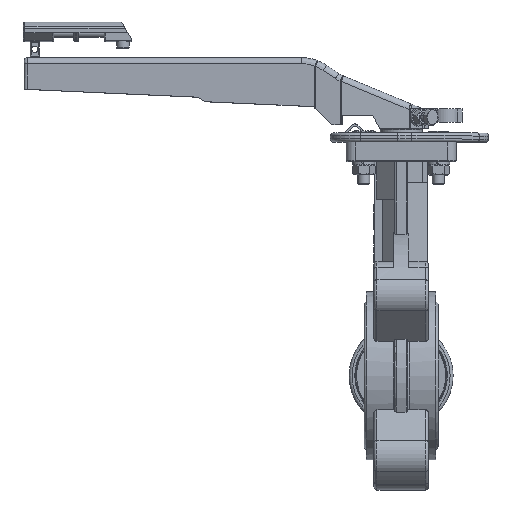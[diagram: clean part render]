
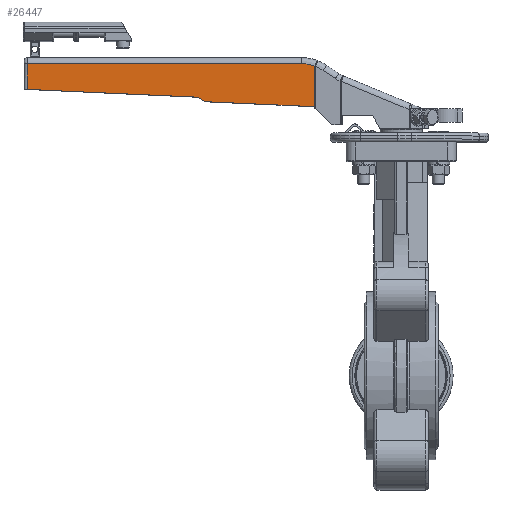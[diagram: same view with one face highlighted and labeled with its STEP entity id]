
A CAD part, top view. The second image highlights one B-rep face of the part: STEP entity #26447.
In plain terms, the highlighted planar face has unit normal (-0.021, 0, 1).
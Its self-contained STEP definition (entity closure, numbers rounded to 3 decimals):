
#26116=CARTESIAN_POINT('',(-248.041,208.911,13.541));
#26117=VERTEX_POINT('',#26116);
#26125=CARTESIAN_POINT('',(-248.041,226.,13.541));
#26126=VERTEX_POINT('',#26125);
#26127=CARTESIAN_POINT('',(-248.041,208.911,13.541));
#26128=DIRECTION('',(0.0,1.0,0.0));
#26129=VECTOR('',#26128,17.089);
#26130=LINE('',#26127,#26129);
#26131=EDGE_CURVE('',#26117,#26126,#26130,.T.);
#26372=CARTESIAN_POINT('',(-66.277,226.0,17.308));
#26373=VERTEX_POINT('',#26372);
#26374=CARTESIAN_POINT('',(-248.041,226.0,13.541));
#26375=DIRECTION('',(1.,0.0,0.021));
#26376=VECTOR('',#26375,181.804);
#26377=LINE('',#26374,#26376);
#26378=EDGE_CURVE('',#26126,#26373,#26377,.T.);
#26391=CARTESIAN_POINT('',(-57.,230.0,17.5));
#26392=DIRECTION('',(0.021,0.,-1.));
#26393=DIRECTION('',(-1.,0.0,-0.021));
#26394=AXIS2_PLACEMENT_3D('',#26391,#26392,#26393);
#26395=PLANE('',#26394);
#26396=ORIENTED_EDGE('',*,*,#26131,.F.);
#26397=CARTESIAN_POINT('',(-135.,203.747,15.883));
#26398=VERTEX_POINT('',#26397);
#26399=CARTESIAN_POINT('',(-135.,203.747,15.883));
#26400=DIRECTION('',(-0.999,0.046,-0.021));
#26401=VECTOR('',#26400,113.184);
#26402=LINE('',#26399,#26401);
#26403=EDGE_CURVE('',#26398,#26117,#26402,.T.);
#26404=ORIENTED_EDGE('',*,*,#26403,.F.);
#26405=CARTESIAN_POINT('',(-129.5,200.747,15.997));
#26406=VERTEX_POINT('',#26405);
#26407=CARTESIAN_POINT('',(-129.5,200.747,15.997));
#26408=DIRECTION('',(-0.878,0.479,-0.018));
#26409=VECTOR('',#26408,6.266);
#26410=LINE('',#26407,#26409);
#26411=EDGE_CURVE('',#26406,#26398,#26410,.T.);
#26412=ORIENTED_EDGE('',*,*,#26411,.F.);
#26413=CARTESIAN_POINT('',(-58.407,197.5,17.471));
#26414=VERTEX_POINT('',#26413);
#26415=CARTESIAN_POINT('',(-58.407,197.5,17.471));
#26416=DIRECTION('',(-0.999,0.046,-0.021));
#26417=VECTOR('',#26416,71.182);
#26418=LINE('',#26415,#26417);
#26419=EDGE_CURVE('',#26414,#26406,#26418,.T.);
#26420=ORIENTED_EDGE('',*,*,#26419,.F.);
#26421=CARTESIAN_POINT('',(-57.14,196.283,17.497));
#26422=VERTEX_POINT('',#26421);
#26423=CARTESIAN_POINT('',(-57.14,196.283,17.497));
#26424=DIRECTION('',(-0.721,0.692,-0.015));
#26425=VECTOR('',#26424,1.757);
#26426=LINE('',#26423,#26425);
#26427=EDGE_CURVE('',#26422,#26414,#26426,.T.);
#26428=ORIENTED_EDGE('',*,*,#26427,.F.);
#26429=CARTESIAN_POINT('',(-57.14,224.342,17.497));
#26430=VERTEX_POINT('',#26429);
#26431=CARTESIAN_POINT('',(-57.14,224.342,17.497));
#26432=DIRECTION('',(0.0,-1.0,0.0));
#26433=VECTOR('',#26432,28.058);
#26434=LINE('',#26431,#26433);
#26435=EDGE_CURVE('',#26430,#26422,#26434,.T.);
#26436=ORIENTED_EDGE('',*,*,#26435,.F.);
#26437=CARTESIAN_POINT('',(-66.277,200.0,17.308));
#26438=DIRECTION('',(0.021,0.,-1.));
#26439=DIRECTION('',(1.,0.,0.021));
#26440=AXIS2_PLACEMENT_3D('',#26437,#26438,#26439);
#26441=ELLIPSE('',#26440,26.006,26.);
#26442=EDGE_CURVE('',#26373,#26430,#26441,.T.);
#26443=ORIENTED_EDGE('',*,*,#26442,.F.);
#26444=ORIENTED_EDGE('',*,*,#26378,.F.);
#26445=EDGE_LOOP('',(#26396,#26404,#26412,#26420,#26428,#26436,#26443,#26444));
#26446=FACE_OUTER_BOUND('',#26445,.T.);
#26447=ADVANCED_FACE('',(#26446),#26395,.F.);
